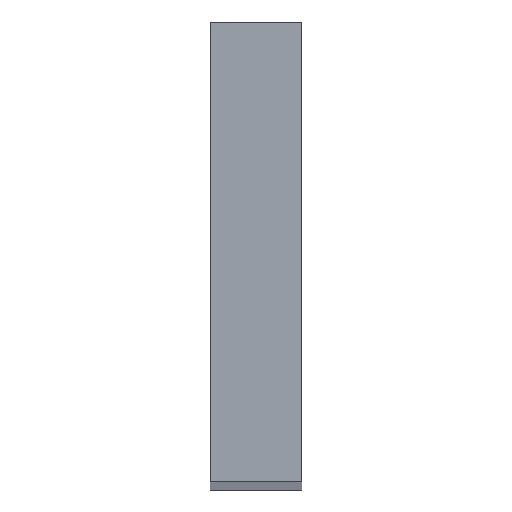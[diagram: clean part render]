
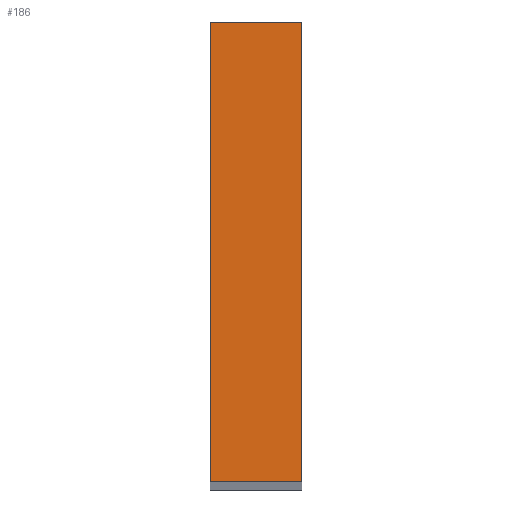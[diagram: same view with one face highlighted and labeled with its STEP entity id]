
A CAD part, top view. The second image highlights one B-rep face of the part: STEP entity #186.
In plain terms, the highlighted planar face has unit normal (0, 0, 1).
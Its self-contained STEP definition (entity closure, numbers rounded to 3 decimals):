
#28=FACE_OUTER_BOUND('',#38,.T.);
#38=EDGE_LOOP('',(#145,#146,#147,#148));
#56=LINE('',#311,#76);
#57=LINE('',#314,#77);
#58=LINE('',#316,#78);
#59=LINE('',#317,#79);
#76=VECTOR('',#259,10.);
#77=VECTOR('',#262,10.);
#78=VECTOR('',#263,10.);
#79=VECTOR('',#264,10.);
#93=VERTEX_POINT('',#304);
#96=VERTEX_POINT('',#309);
#97=VERTEX_POINT('',#313);
#98=VERTEX_POINT('',#315);
#116=EDGE_CURVE('',#93,#96,#56,.T.);
#117=EDGE_CURVE('',#97,#93,#57,.T.);
#118=EDGE_CURVE('',#98,#96,#58,.T.);
#119=EDGE_CURVE('',#97,#98,#59,.T.);
#145=ORIENTED_EDGE('',*,*,#117,.T.);
#146=ORIENTED_EDGE('',*,*,#116,.T.);
#147=ORIENTED_EDGE('',*,*,#118,.F.);
#148=ORIENTED_EDGE('',*,*,#119,.F.);
#176=PLANE('',#223);
#186=ADVANCED_FACE('',(#28),#176,.T.);
#223=AXIS2_PLACEMENT_3D('',#312,#260,#261);
#259=DIRECTION('',(1.,0.,0.));
#260=DIRECTION('center_axis',(0.,0.,1.));
#261=DIRECTION('ref_axis',(0.,-1.,0.));
#262=DIRECTION('',(0.,-1.,0.));
#263=DIRECTION('',(0.,-1.,0.));
#264=DIRECTION('',(1.,0.,0.));
#304=CARTESIAN_POINT('',(0.,0.,0.));
#309=CARTESIAN_POINT('',(2.,0.,0.));
#311=CARTESIAN_POINT('',(0.,0.,0.));
#312=CARTESIAN_POINT('Origin',(0.,10.,0.));
#313=CARTESIAN_POINT('',(0.,10.,0.));
#314=CARTESIAN_POINT('',(0.,10.,0.));
#315=CARTESIAN_POINT('',(2.,10.,0.));
#316=CARTESIAN_POINT('',(2.,10.,0.));
#317=CARTESIAN_POINT('',(0.,10.,0.));
